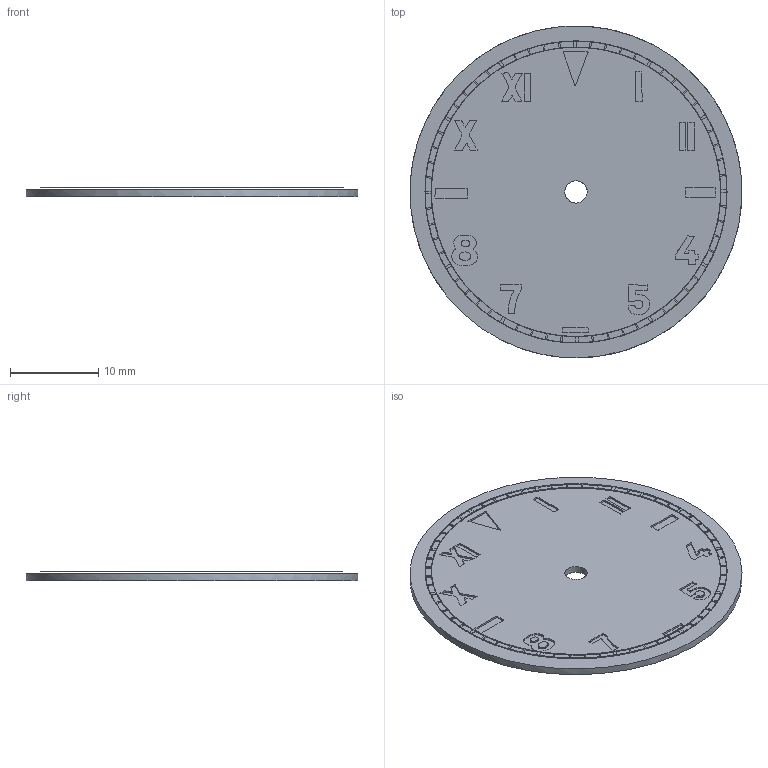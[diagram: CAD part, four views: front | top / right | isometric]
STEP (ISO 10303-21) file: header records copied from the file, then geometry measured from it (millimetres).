
FILE_DESCRIPTION(('FreeCAD Model'),'2;1');
FILE_NAME('Open CASCADE Shape Model','2025-05-04T06:11:05',('FreeCAD'),( 'FreeCAD'),'Open CASCADE STEP processor 7.6','FreeCAD','Unknown');
FILE_SCHEMA(('AUTOMOTIVE_DESIGN { 1 0 10303 214 1 1 1 1 }'));
Length unit declared in the file: millimetre
Products named in the file (1): Open CASCADE STEP translator 7.6 1
Bounding box: 37.53 x 37.55 x 1.12 mm (x, y, z)
Volume: 898.7 mm3; surface area: 2414.6 mm2
Topology: 63 solids, 63 shells, 408 faces, 798 edges, 532 vertices
Faces by surface type: bspline 408
Entity records: 12033 total; most frequent: CARTESIAN_POINT 6516, ORIENTED_EDGE 1596, EDGE_CURVE 798, B_SPLINE_CURVE_WITH_KNOTS 782, VERTEX_POINT 532, FACE_BOUND 430, EDGE_LOOP 430, ADVANCED_FACE 408
